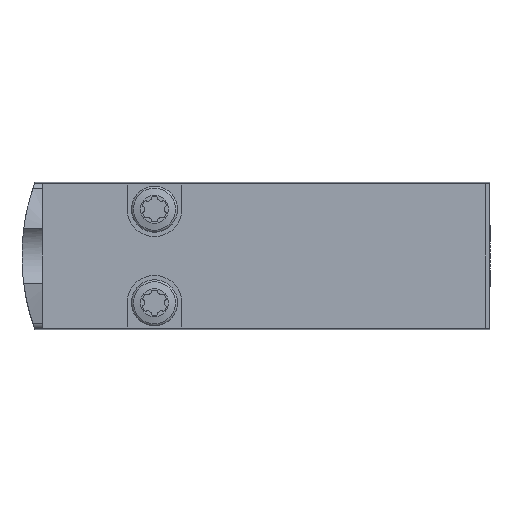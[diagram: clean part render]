
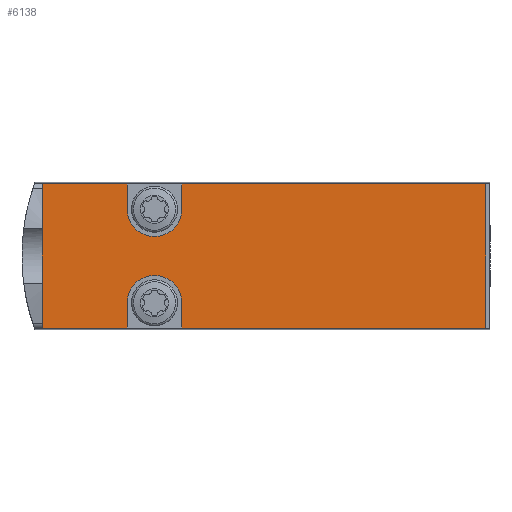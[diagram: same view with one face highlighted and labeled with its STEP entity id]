
A CAD part, left-side view. The second image highlights one B-rep face of the part: STEP entity #6138.
In plain terms, the highlighted planar face has unit normal (-1, 0, 0).
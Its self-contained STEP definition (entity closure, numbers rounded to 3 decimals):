
#54=PLANE('',#6583);
#285=LINE('',#9718,#771);
#289=LINE('',#9726,#775);
#291=LINE('',#9731,#777);
#295=LINE('',#9739,#781);
#298=LINE('',#9745,#784);
#299=LINE('',#9747,#785);
#300=LINE('',#9748,#786);
#301=LINE('',#9752,#787);
#302=LINE('',#9753,#788);
#303=LINE('',#9754,#789);
#771=VECTOR('',#7514,1000.);
#775=VECTOR('',#7518,1000.);
#777=VECTOR('',#7522,1000.);
#781=VECTOR('',#7526,1000.);
#784=VECTOR('',#7531,1000.);
#785=VECTOR('',#7532,1000.);
#786=VECTOR('',#7533,1000.);
#787=VECTOR('',#7536,1000.);
#788=VECTOR('',#7537,1000.);
#789=VECTOR('',#7538,1000.);
#1355=ORIENTED_EDGE('',*,*,#3225,.T.);
#1356=ORIENTED_EDGE('',*,*,#3216,.F.);
#1357=ORIENTED_EDGE('',*,*,#3226,.F.);
#1358=ORIENTED_EDGE('',*,*,#3218,.T.);
#1359=ORIENTED_EDGE('',*,*,#3227,.F.);
#1360=ORIENTED_EDGE('',*,*,#3228,.T.);
#1361=ORIENTED_EDGE('',*,*,#3229,.T.);
#1362=ORIENTED_EDGE('',*,*,#3222,.T.);
#1363=ORIENTED_EDGE('',*,*,#3230,.T.);
#1364=ORIENTED_EDGE('',*,*,#3212,.F.);
#1365=ORIENTED_EDGE('',*,*,#3231,.T.);
#1366=ORIENTED_EDGE('',*,*,#3232,.T.);
#3212=EDGE_CURVE('',#4143,#4144,#285,.T.);
#3216=EDGE_CURVE('',#4147,#4141,#289,.T.);
#3218=EDGE_CURVE('',#4150,#4148,#291,.T.);
#3222=EDGE_CURVE('',#4154,#4153,#295,.T.);
#3225=EDGE_CURVE('',#4156,#4141,#298,.T.);
#3226=EDGE_CURVE('',#4150,#4147,#299,.T.);
#3227=EDGE_CURVE('',#4157,#4148,#300,.T.);
#3228=EDGE_CURVE('',#4157,#4158,#4705,.T.);
#3229=EDGE_CURVE('',#4158,#4154,#301,.T.);
#3230=EDGE_CURVE('',#4153,#4144,#302,.T.);
#3231=EDGE_CURVE('',#4143,#4159,#303,.T.);
#3232=EDGE_CURVE('',#4159,#4156,#4706,.T.);
#4141=VERTEX_POINT('',#9713);
#4143=VERTEX_POINT('',#9717);
#4144=VERTEX_POINT('',#9719);
#4147=VERTEX_POINT('',#9725);
#4148=VERTEX_POINT('',#9729);
#4150=VERTEX_POINT('',#9732);
#4153=VERTEX_POINT('',#9738);
#4154=VERTEX_POINT('',#9740);
#4156=VERTEX_POINT('',#9746);
#4157=VERTEX_POINT('',#9749);
#4158=VERTEX_POINT('',#9751);
#4159=VERTEX_POINT('',#9755);
#4705=CIRCLE('',#6584,1.9);
#4706=CIRCLE('',#6585,1.9);
#5099=EDGE_LOOP('',(#1355,#1356,#1357,#1358,#1359,#1360,#1361,#1362,#1363,
#1364,#1365,#1366));
#5527=FACE_BOUND('',#5099,.T.);
#6138=ADVANCED_FACE('',(#5527),#54,.F.);
#6583=AXIS2_PLACEMENT_3D('',#9744,#7529,#7530);
#6584=AXIS2_PLACEMENT_3D('',#9750,#7534,#7535);
#6585=AXIS2_PLACEMENT_3D('',#9756,#7539,#7540);
#7514=DIRECTION('',(0.,-1.,0.));
#7518=DIRECTION('',(0.,-1.,0.));
#7522=DIRECTION('',(0.,-1.,0.));
#7526=DIRECTION('',(0.,-1.,0.));
#7529=DIRECTION('',(1.,0.,0.));
#7530=DIRECTION('',(0.,0.,-1.));
#7531=DIRECTION('',(0.,0.,1.));
#7532=DIRECTION('',(0.,0.,1.));
#7533=DIRECTION('',(0.,0.,-1.));
#7534=DIRECTION('',(1.,0.,0.));
#7535=DIRECTION('',(0.,0.,-1.));
#7536=DIRECTION('',(0.,0.,-1.));
#7537=DIRECTION('',(0.,0.,1.));
#7538=DIRECTION('',(0.,0.,-1.));
#7539=DIRECTION('',(1.,0.,0.));
#7540=DIRECTION('',(0.,0.,-1.));
#9713=CARTESIAN_POINT('',(-29.95,24.4,5.));
#9717=CARTESIAN_POINT('',(-29.95,20.6,5.));
#9718=CARTESIAN_POINT('',(-29.95,30.3,5.));
#9719=CARTESIAN_POINT('',(-29.95,-0.5,5.));
#9725=CARTESIAN_POINT('',(-29.95,30.3,5.));
#9726=CARTESIAN_POINT('',(-29.95,30.3,5.));
#9729=CARTESIAN_POINT('',(-29.95,24.4,-5.));
#9731=CARTESIAN_POINT('',(-29.95,30.3,-5.));
#9732=CARTESIAN_POINT('',(-29.95,30.3,-5.));
#9738=CARTESIAN_POINT('',(-29.95,-0.5,-5.));
#9739=CARTESIAN_POINT('',(-29.95,30.3,-5.));
#9740=CARTESIAN_POINT('',(-29.95,20.6,-5.));
#9744=CARTESIAN_POINT('',(-29.95,30.3,-5.));
#9745=CARTESIAN_POINT('',(-29.95,24.4,3.25));
#9746=CARTESIAN_POINT('',(-29.95,24.4,3.25));
#9747=CARTESIAN_POINT('',(-29.95,30.3,-5.));
#9748=CARTESIAN_POINT('',(-29.95,24.4,-5.));
#9749=CARTESIAN_POINT('',(-29.95,24.4,-3.25));
#9750=CARTESIAN_POINT('',(-29.95,22.5,-3.25));
#9751=CARTESIAN_POINT('',(-29.95,20.6,-3.25));
#9752=CARTESIAN_POINT('',(-29.95,20.6,-3.25));
#9753=CARTESIAN_POINT('',(-29.95,-0.5,-5.));
#9754=CARTESIAN_POINT('',(-29.95,20.6,6.25));
#9755=CARTESIAN_POINT('',(-29.95,20.6,3.25));
#9756=CARTESIAN_POINT('',(-29.95,22.5,3.25));
